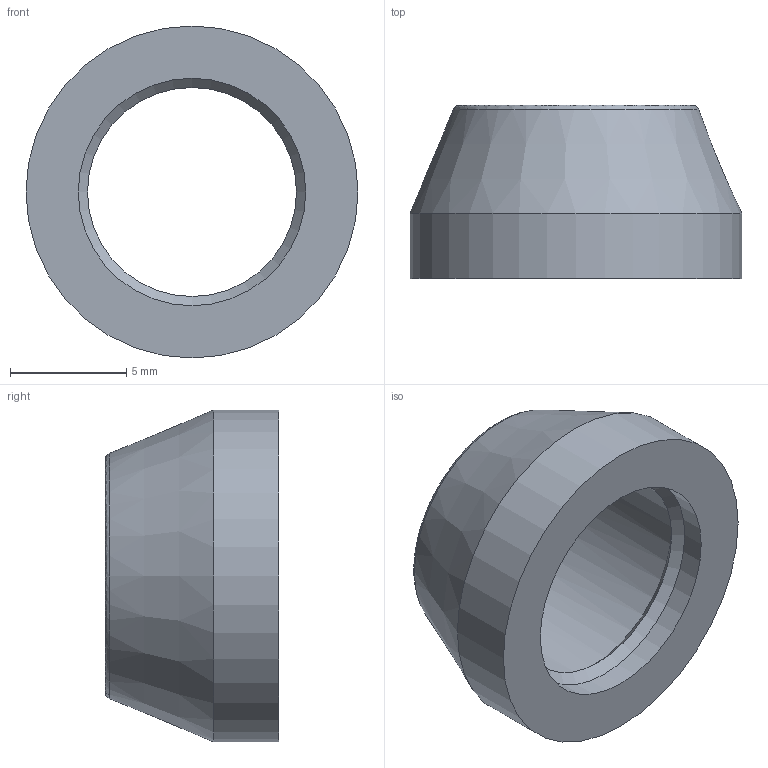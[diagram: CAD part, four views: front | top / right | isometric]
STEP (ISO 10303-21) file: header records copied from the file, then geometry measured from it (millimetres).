
FILE_DESCRIPTION(/* description */ (''),/* implementation_level */ '2;1');
FILE_NAME(/* name */ 'gromet.step',/* time_stamp */ '2021-10-30T15:44:14+00:00',/* author */ (''),/* organization */ (''),/* preprocessor_version */ 'ST-DEVELOPER v18.1',/* originating_system */ 'Autodesk Translation Framework v10.10.0.1391',/* authorisation */ '');
FILE_SCHEMA (('AUTOMOTIVE_DESIGN { 1 0 10303 214 3 1 1 }'));
Length unit declared in the file: millimetre
Products named in the file (1): Karcher Gromet
Bounding box: 14.3 x 7.46 x 14.3 mm (x, y, z)
Volume: 454.9 mm3; surface area: 651.3 mm2
Topology: 1 solids, 1 shells, 8 faces, 17 edges, 10 vertices
Faces by surface type: cylinder 3, cone 3, bspline 1, plane 1
Full cylindrical faces by diameter (mm): 9.8 x2, 14.3 x1
Entity records: 435 total; most frequent: CARTESIAN_POINT 232, ORIENTED_EDGE 34, DIRECTION 34, EDGE_CURVE 17, AXIS2_PLACEMENT_3D 14, VERTEX_POINT 10, EDGE_LOOP 9, FACE_OUTER_BOUND 8
